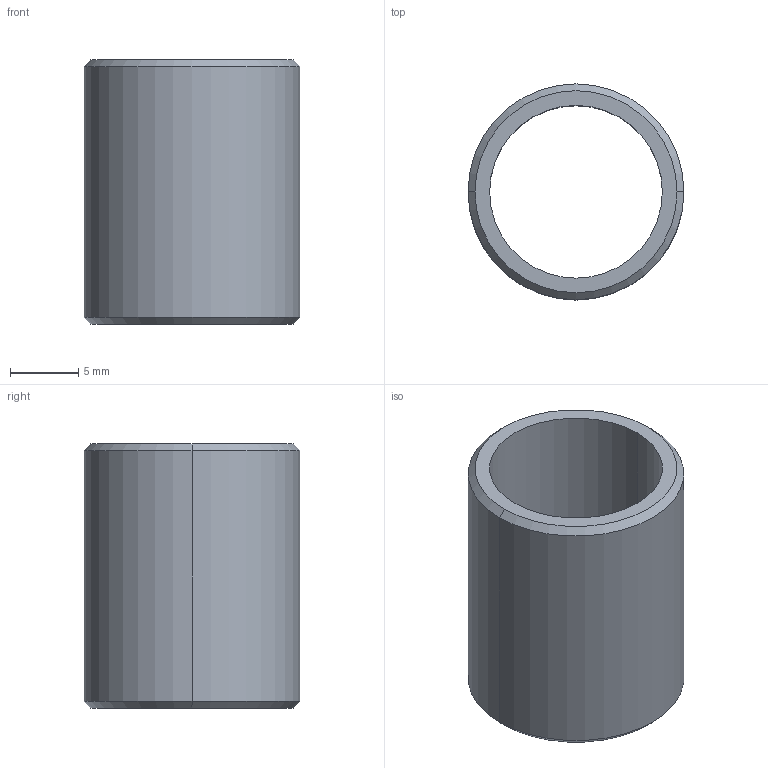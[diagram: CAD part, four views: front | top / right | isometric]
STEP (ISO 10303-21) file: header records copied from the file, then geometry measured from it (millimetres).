
FILE_DESCRIPTION (( 'STEP AP214' ), '1' );
FILE_NAME ('am-0452 500x625x765 spacer REV2.STEP', '2018-07-24T15:45:21', ( '' ), ( '' ), 'SwSTEP 2.0', 'SolidWorks 2018', '' );
FILE_SCHEMA (( 'AUTOMOTIVE_DESIGN' ));
Length unit declared in the file: inch
Products named in the file (1): am-0452 500x625x765 spacer REV2
Bounding box: 15.88 x 15.88 x 19.43 mm (x, y, z)
Volume: 1372 mm3; surface area: 1856.5 mm2
Topology: 1 solids, 1 shells, 10 faces, 20 edges, 12 vertices
Faces by surface type: cone 4, cylinder 4, plane 2
Entity records: 308 total; most frequent: DIRECTION 54, CARTESIAN_POINT 43, ORIENTED_EDGE 40, AXIS2_PLACEMENT_3D 23, EDGE_CURVE 20, CIRCLE 12, VERTEX_POINT 12, EDGE_LOOP 12
